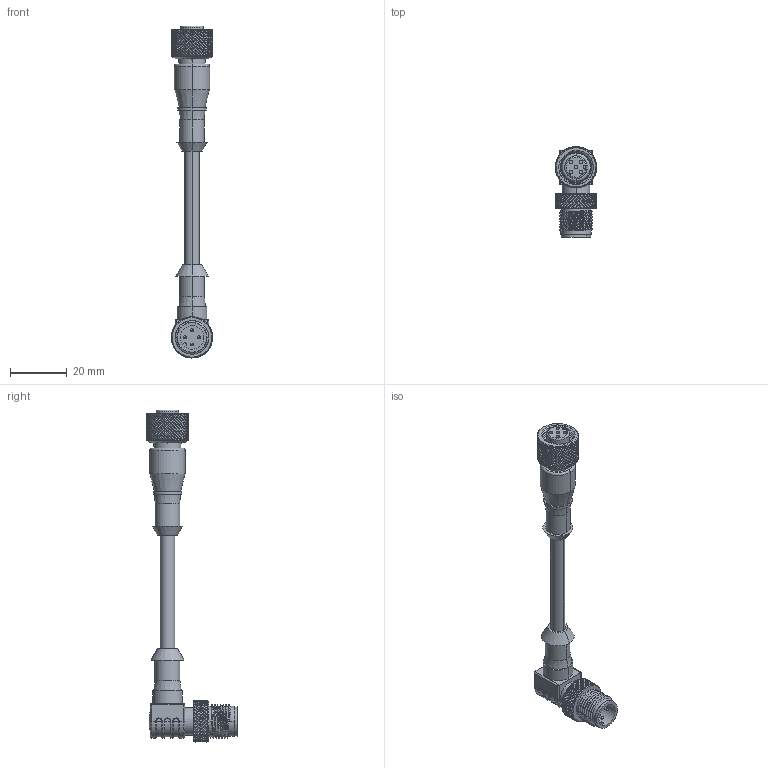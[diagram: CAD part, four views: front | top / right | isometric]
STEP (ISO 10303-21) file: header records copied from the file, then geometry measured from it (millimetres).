
FILE_DESCRIPTION((''),'2;1');
FILE_NAME('230700_ASM','2022-07-26T12:10:15',('PDMAdmin'),('BANNER ENGINEERING'),'CREO PARAMETRIC BY PTC INC, 2019292','CREO PARAMETRIC BY PTC INC, 2019292','');
FILE_SCHEMA(('CONFIG_CONTROL_DESIGN'));
Products named in the file (2): 230700_EP01; 230700_ASM
Assembly tree (1 placements, depth 2):
  230700_ASM
    230700_EP01
Bounding box: 14.5 x 31.75 x 116.85 mm (x, y, z)
Volume: 8493.4 mm3; surface area: 8666.5 mm2
Topology: 1 solids, 1 shells, 5771 faces, 12570 edges, 6841 vertices
Faces by surface type: bspline 3831, cylinder 1307, plane 574, cone 24, torus 23, sphere 10, revolution 2
Entity records: 236566 total; most frequent: CARTESIAN_POINT 144608, ORIENTED_EDGE 25120, EDGE_CURVE 12560, B_SPLINE_CURVE_WITH_KNOTS 10129, DIRECTION 7236, VERTEX_POINT 6841, EDGE_LOOP 5829, FACE_OUTER_BOUND 5771
